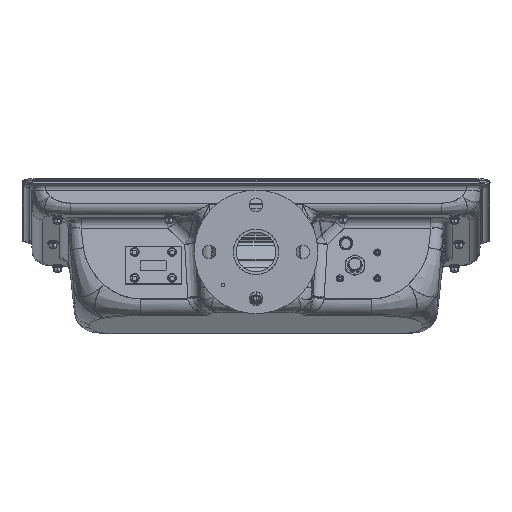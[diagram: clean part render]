
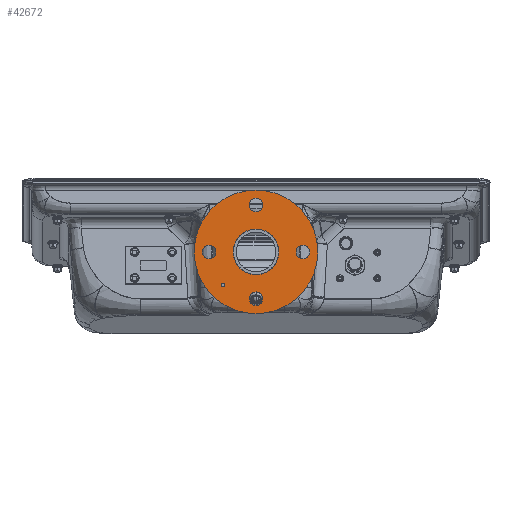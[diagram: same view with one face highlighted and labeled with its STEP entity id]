
A CAD part, front view. The second image highlights one B-rep face of the part: STEP entity #42672.
In plain terms, the highlighted planar face has unit normal (0, -1, 0).
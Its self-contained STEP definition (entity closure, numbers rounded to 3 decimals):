
#28876=CARTESIAN_POINT('',(0.,0.,0.));
#28877=DIRECTION('',(0.,1.,0.));
#28878=DIRECTION('',(0.,0.,1.));
#28879=AXIS2_PLACEMENT_3D('',#28876,#28877,#28878);
#28884=CARTESIAN_POINT('',(0.,0.,0.));
#28885=DIRECTION('',(0.,1.,0.));
#28886=DIRECTION('',(0.,0.,-1.));
#28887=AXIS2_PLACEMENT_3D('',#28884,#28885,#28886);
#28892=CARTESIAN_POINT('',(0.,0.,0.));
#28893=DIRECTION('',(0.,-1.,0.));
#28894=DIRECTION('',(0.,0.,1.));
#28895=AXIS2_PLACEMENT_3D('',#28892,#28893,#28894);
#28900=CARTESIAN_POINT('',(0.,0.,0.));
#28901=DIRECTION('',(0.,-1.,0.));
#28902=DIRECTION('',(0.,0.,-1.));
#28903=AXIS2_PLACEMENT_3D('',#28900,#28901,#28902);
#28908=CARTESIAN_POINT('',(62.5,0.,0.));
#28909=DIRECTION('',(0.,-1.,0.));
#28910=DIRECTION('',(0.,0.,1.));
#28911=AXIS2_PLACEMENT_3D('',#28908,#28909,#28910);
#28916=CARTESIAN_POINT('',(62.5,0.,0.));
#28917=DIRECTION('',(0.,-1.,0.));
#28918=DIRECTION('',(0.,0.,-1.));
#28919=AXIS2_PLACEMENT_3D('',#28916,#28917,#28918);
#28924=CARTESIAN_POINT('',(0.,0.,-62.5));
#28925=DIRECTION('',(0.,-1.,0.));
#28926=DIRECTION('',(1.,0.,0.));
#28927=AXIS2_PLACEMENT_3D('',#28924,#28925,#28926);
#28932=CARTESIAN_POINT('',(0.,0.,-62.5));
#28933=DIRECTION('',(0.,-1.,0.));
#28934=DIRECTION('',(-1.,0.,0.));
#28935=AXIS2_PLACEMENT_3D('',#28932,#28933,#28934);
#28940=CARTESIAN_POINT('',(-62.5,0.,0.));
#28941=DIRECTION('',(0.,-1.,0.));
#28942=DIRECTION('',(0.,0.,-1.));
#28943=AXIS2_PLACEMENT_3D('',#28940,#28941,#28942);
#28948=CARTESIAN_POINT('',(-62.5,0.,0.));
#28949=DIRECTION('',(0.,-1.,0.));
#28950=DIRECTION('',(0.,0.,1.));
#28951=AXIS2_PLACEMENT_3D('',#28948,#28949,#28950);
#28956=CARTESIAN_POINT('',(0.,0.,62.5));
#28957=DIRECTION('',(0.,-1.,0.));
#28958=DIRECTION('',(-1.,0.,0.));
#28959=AXIS2_PLACEMENT_3D('',#28956,#28957,#28958);
#28964=CARTESIAN_POINT('',(0.,0.,62.5));
#28965=DIRECTION('',(0.,-1.,0.));
#28966=DIRECTION('',(1.,0.,0.));
#28967=AXIS2_PLACEMENT_3D('',#28964,#28965,#28966);
#28972=CARTESIAN_POINT('',(-44.194,0.,-44.194));
#28973=DIRECTION('',(0.,-1.,0.));
#28974=DIRECTION('',(-1.,0.,0.));
#28975=AXIS2_PLACEMENT_3D('',#28972,#28973,#28974);
#28980=CARTESIAN_POINT('',(-44.194,0.,-44.194));
#28981=DIRECTION('',(0.,-1.,0.));
#28982=DIRECTION('',(1.,0.,0.));
#28983=AXIS2_PLACEMENT_3D('',#28980,#28981,#28982);
#33159=CARTESIAN_POINT('',(0.,0.,82.5));
#33160=CARTESIAN_POINT('',(0.,0.,-82.5));
#33161=VERTEX_POINT('',#33159);
#33162=VERTEX_POINT('',#33160);
#33163=CARTESIAN_POINT('',(0.,0.,30.55));
#33164=CARTESIAN_POINT('',(0.,0.,-30.55));
#33165=VERTEX_POINT('',#33163);
#33166=VERTEX_POINT('',#33164);
#33167=CARTESIAN_POINT('',(62.5,0.,9.));
#33168=CARTESIAN_POINT('',(62.5,0.,-9.));
#33169=VERTEX_POINT('',#33167);
#33170=VERTEX_POINT('',#33168);
#33171=CARTESIAN_POINT('',(9.,0.,-62.5));
#33172=CARTESIAN_POINT('',(-9.,0.,-62.5));
#33173=VERTEX_POINT('',#33171);
#33174=VERTEX_POINT('',#33172);
#33175=CARTESIAN_POINT('',(-62.5,0.,-9.));
#33176=CARTESIAN_POINT('',(-62.5,0.,9.));
#33177=VERTEX_POINT('',#33175);
#33178=VERTEX_POINT('',#33176);
#33179=CARTESIAN_POINT('',(-9.,0.,62.5));
#33180=CARTESIAN_POINT('',(9.,0.,62.5));
#33181=VERTEX_POINT('',#33179);
#33182=VERTEX_POINT('',#33180);
#33183=CARTESIAN_POINT('',(-46.694,0.,-44.194));
#33184=CARTESIAN_POINT('',(-41.694,0.,-44.194));
#33185=VERTEX_POINT('',#33183);
#33186=VERTEX_POINT('',#33184);
#42627=CARTESIAN_POINT('',(0.,0.,0.));
#42628=DIRECTION('',(0.,-1.,0.));
#42629=DIRECTION('',(0.,0.,1.));
#42630=AXIS2_PLACEMENT_3D('',#42627,#42628,#42629);
#42631=PLANE('',#42630);
#42632=ORIENTED_EDGE('',*,*,#42607,.T.);
#42633=ORIENTED_EDGE('',*,*,#42621,.T.);
#42634=EDGE_LOOP('',(#42632,#42633));
#42635=FACE_OUTER_BOUND('',#42634,.F.);
#42637=ORIENTED_EDGE('',*,*,#42636,.T.);
#42639=ORIENTED_EDGE('',*,*,#42638,.T.);
#42640=EDGE_LOOP('',(#42637,#42639));
#42641=FACE_BOUND('',#42640,.F.);
#42643=ORIENTED_EDGE('',*,*,#42642,.T.);
#42645=ORIENTED_EDGE('',*,*,#42644,.T.);
#42646=EDGE_LOOP('',(#42643,#42645));
#42647=FACE_BOUND('',#42646,.F.);
#42649=ORIENTED_EDGE('',*,*,#42648,.T.);
#42651=ORIENTED_EDGE('',*,*,#42650,.T.);
#42652=EDGE_LOOP('',(#42649,#42651));
#42653=FACE_BOUND('',#42652,.F.);
#42655=ORIENTED_EDGE('',*,*,#42654,.T.);
#42657=ORIENTED_EDGE('',*,*,#42656,.T.);
#42658=EDGE_LOOP('',(#42655,#42657));
#42659=FACE_BOUND('',#42658,.F.);
#42661=ORIENTED_EDGE('',*,*,#42660,.T.);
#42663=ORIENTED_EDGE('',*,*,#42662,.T.);
#42664=EDGE_LOOP('',(#42661,#42663));
#42665=FACE_BOUND('',#42664,.F.);
#42667=ORIENTED_EDGE('',*,*,#42666,.T.);
#42669=ORIENTED_EDGE('',*,*,#42668,.T.);
#42670=EDGE_LOOP('',(#42667,#42669));
#42671=FACE_BOUND('',#42670,.F.);
#42672=ADVANCED_FACE('',(#42635,#42641,#42647,#42653,#42659,#42665,#42671),
#42631,.T.);
#28880=CIRCLE('',#28879,82.5);
#28888=CIRCLE('',#28887,82.5);
#28896=CIRCLE('',#28895,30.55);
#28904=CIRCLE('',#28903,30.55);
#28912=CIRCLE('',#28911,9.);
#28920=CIRCLE('',#28919,9.);
#28928=CIRCLE('',#28927,9.);
#28936=CIRCLE('',#28935,9.);
#28944=CIRCLE('',#28943,9.);
#28952=CIRCLE('',#28951,9.);
#28960=CIRCLE('',#28959,9.);
#28968=CIRCLE('',#28967,9.);
#28976=CIRCLE('',#28975,2.5);
#28984=CIRCLE('',#28983,2.5);
#42607=EDGE_CURVE('',#33161,#33162,#28880,.T.);
#42621=EDGE_CURVE('',#33162,#33161,#28888,.T.);
#42636=EDGE_CURVE('',#33165,#33166,#28896,.T.);
#42638=EDGE_CURVE('',#33166,#33165,#28904,.T.);
#42642=EDGE_CURVE('',#33169,#33170,#28912,.T.);
#42644=EDGE_CURVE('',#33170,#33169,#28920,.T.);
#42648=EDGE_CURVE('',#33173,#33174,#28928,.T.);
#42650=EDGE_CURVE('',#33174,#33173,#28936,.T.);
#42654=EDGE_CURVE('',#33177,#33178,#28944,.T.);
#42656=EDGE_CURVE('',#33178,#33177,#28952,.T.);
#42660=EDGE_CURVE('',#33181,#33182,#28960,.T.);
#42662=EDGE_CURVE('',#33182,#33181,#28968,.T.);
#42666=EDGE_CURVE('',#33185,#33186,#28976,.T.);
#42668=EDGE_CURVE('',#33186,#33185,#28984,.T.);
